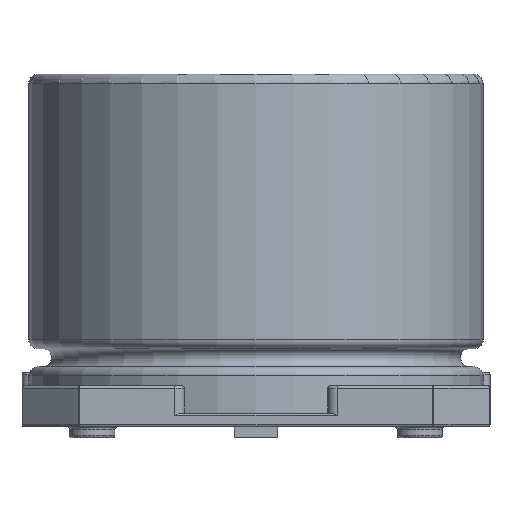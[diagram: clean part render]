
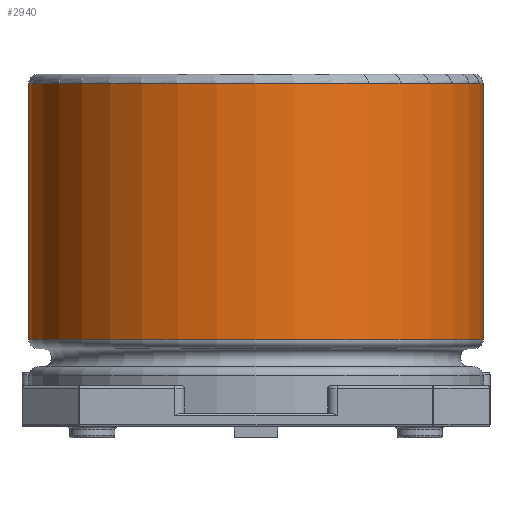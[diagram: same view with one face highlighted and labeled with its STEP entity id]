
A CAD part, left-side view. The second image highlights one B-rep face of the part: STEP entity #2940.
In plain terms, the highlighted cylindrical face has radius 5 mm (diameter 10 mm), a full revolution.
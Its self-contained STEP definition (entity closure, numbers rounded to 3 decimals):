
#294=CYLINDRICAL_SURFACE('',#3206,5.);
#413=FACE_OUTER_BOUND('',#556,.T.);
#556=EDGE_LOOP('',(#2687,#2688,#2689,#2690,#2691,#2692));
#707=LINE('',#5567,#849);
#849=VECTOR('',#3845,5.);
#981=CIRCLE('',#3204,5.);
#982=CIRCLE('',#3205,5.);
#983=CIRCLE('',#3207,5.);
#984=CIRCLE('',#3208,5.);
#1346=VERTEX_POINT('',#5560);
#1347=VERTEX_POINT('',#5562);
#1348=VERTEX_POINT('',#5566);
#1349=VERTEX_POINT('',#5568);
#1801=EDGE_CURVE('',#1346,#1347,#981,.T.);
#1802=EDGE_CURVE('',#1347,#1346,#982,.T.);
#1803=EDGE_CURVE('',#1347,#1348,#707,.T.);
#1804=EDGE_CURVE('',#1349,#1348,#983,.T.);
#1805=EDGE_CURVE('',#1348,#1349,#984,.T.);
#2687=ORIENTED_EDGE('',*,*,#1802,.F.);
#2688=ORIENTED_EDGE('',*,*,#1803,.T.);
#2689=ORIENTED_EDGE('',*,*,#1804,.F.);
#2690=ORIENTED_EDGE('',*,*,#1805,.F.);
#2691=ORIENTED_EDGE('',*,*,#1803,.F.);
#2692=ORIENTED_EDGE('',*,*,#1801,.F.);
#2940=ADVANCED_FACE('',(#413),#294,.T.);
#3204=AXIS2_PLACEMENT_3D('',#5563,#3839,#3840);
#3205=AXIS2_PLACEMENT_3D('',#5564,#3841,#3842);
#3206=AXIS2_PLACEMENT_3D('',#5565,#3843,#3844);
#3207=AXIS2_PLACEMENT_3D('',#5569,#3846,#3847);
#3208=AXIS2_PLACEMENT_3D('',#5570,#3848,#3849);
#3839=DIRECTION('center_axis',(0.,0.,1.));
#3840=DIRECTION('ref_axis',(0.,1.,0.));
#3841=DIRECTION('center_axis',(0.,0.,1.));
#3842=DIRECTION('ref_axis',(0.,1.,0.));
#3843=DIRECTION('center_axis',(0.,0.,1.));
#3844=DIRECTION('ref_axis',(0.,1.,0.));
#3845=DIRECTION('',(0.,0.,-1.));
#3846=DIRECTION('center_axis',(0.,0.,-1.));
#3847=DIRECTION('ref_axis',(0.,-1.,0.));
#3848=DIRECTION('center_axis',(0.,0.,-1.));
#3849=DIRECTION('ref_axis',(0.,-1.,0.));
#5560=CARTESIAN_POINT('',(0.,5.,7.8));
#5562=CARTESIAN_POINT('',(0.,-5.,7.8));
#5563=CARTESIAN_POINT('Origin',(0.,0.,7.8));
#5564=CARTESIAN_POINT('Origin',(0.,0.,7.8));
#5565=CARTESIAN_POINT('Origin',(0.,0.,0.54));
#5566=CARTESIAN_POINT('',(0.,-5.,2.16));
#5567=CARTESIAN_POINT('',(0.,-5.,0.54));
#5568=CARTESIAN_POINT('',(0.,5.,2.16));
#5569=CARTESIAN_POINT('Origin',(0.,0.,2.16));
#5570=CARTESIAN_POINT('Origin',(0.,0.,2.16));
